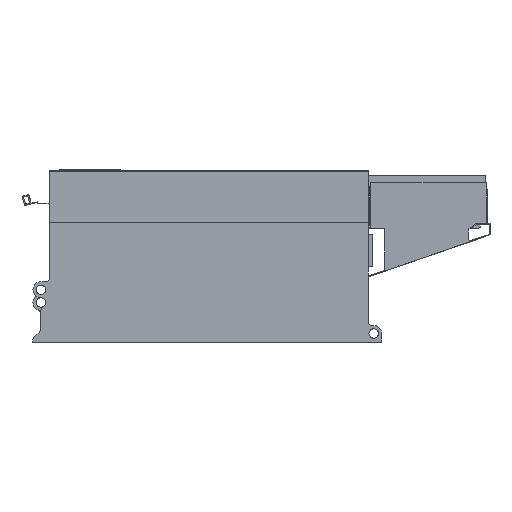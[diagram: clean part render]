
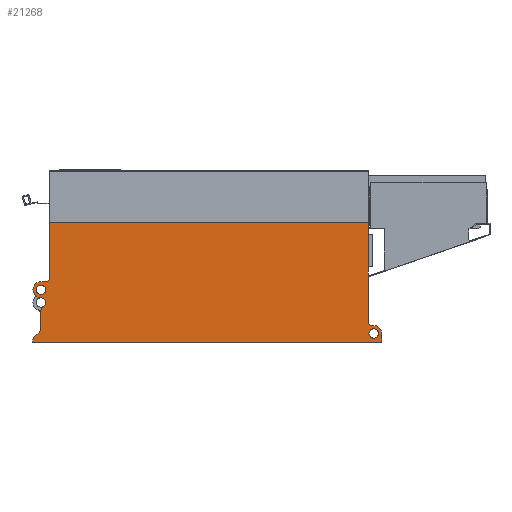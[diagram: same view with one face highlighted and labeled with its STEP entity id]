
A CAD part, left-side view. The second image highlights one B-rep face of the part: STEP entity #21268.
In plain terms, the highlighted planar face has unit normal (-1, 0, 0).
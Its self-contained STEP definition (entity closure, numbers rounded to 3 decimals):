
#1373=DIRECTION('',(0.,0.,1.));
#1374=VECTOR('',#1373,214.068);
#1375=CARTESIAN_POINT('',(-127.5,-714.5,40.732));
#1376=LINE('',#1375,#1374);
#2733=DIRECTION('',(0.,-1.,0.));
#2734=VECTOR('',#2733,743.);
#2735=CARTESIAN_POINT('',(-127.5,0.,0.));
#2736=LINE('',#2735,#2734);
#2801=DIRECTION('',(0.,0.,1.));
#2802=VECTOR('',#2801,19.);
#2803=CARTESIAN_POINT('',(-127.5,-743.,0.));
#2804=LINE('',#2803,#2802);
#2851=CARTESIAN_POINT('',(-127.5,-723.,46.));
#2852=DIRECTION('',(-1.,0.,0.));
#2853=DIRECTION('',(0.,0.85,-0.527));
#2854=AXIS2_PLACEMENT_3D('',#2851,#2852,#2853);
#2856=CARTESIAN_POINT('',(-127.5,-726.,19.));
#2857=DIRECTION('',(1.,0.,0.));
#2858=DIRECTION('',(0.,0.,1.));
#2859=AXIS2_PLACEMENT_3D('',#2856,#2857,#2858);
#2861=CARTESIAN_POINT('',(-127.5,-10.,5.487));
#2862=DIRECTION('',(1.,0.,0.));
#2863=DIRECTION('',(0.,1.,0.));
#2864=AXIS2_PLACEMENT_3D('',#2861,#2862,#2863);
#2866=DIRECTION('',(0.,-0.75,0.662));
#2867=VECTOR('',#2866,13.646);
#2868=CARTESIAN_POINT('',(-127.5,-3.384,12.986));
#2869=LINE('',#2868,#2867);
#2870=CARTESIAN_POINT('',(-127.5,-7.,29.513));
#2871=DIRECTION('',(-1.,0.,0.));
#2872=DIRECTION('',(0.,-0.662,-0.75));
#2873=AXIS2_PLACEMENT_3D('',#2870,#2871,#2872);
#2875=CARTESIAN_POINT('',(-127.5,-27.,67.679));
#2876=DIRECTION('',(1.,0.,0.));
#2877=DIRECTION('',(0.,1.,0.));
#2878=AXIS2_PLACEMENT_3D('',#2875,#2876,#2877);
#2880=CARTESIAN_POINT('',(-127.5,-17.,85.));
#2881=DIRECTION('',(-1.,0.,0.));
#2882=DIRECTION('',(0.,-0.5,-0.866));
#2883=AXIS2_PLACEMENT_3D('',#2880,#2881,#2882);
#2885=CARTESIAN_POINT('',(-127.5,-17.,112.));
#2886=DIRECTION('',(1.,0.,0.));
#2887=DIRECTION('',(0.,0.,-1.));
#2888=AXIS2_PLACEMENT_3D('',#2885,#2886,#2887);
#2890=CARTESIAN_POINT('',(-127.5,-26.5,139.));
#2891=DIRECTION('',(-1.,0.,0.));
#2892=DIRECTION('',(0.,0.,-1.));
#2893=AXIS2_PLACEMENT_3D('',#2890,#2891,#2892);
#2895=DIRECTION('',(0.,0.,1.));
#2896=VECTOR('',#2895,121.8);
#2897=CARTESIAN_POINT('',(-127.5,-34.5,133.));
#2898=LINE('',#2897,#2896);
#2899=DIRECTION('',(0.,-1.,0.));
#2900=VECTOR('',#2899,680.);
#2901=CARTESIAN_POINT('',(-127.5,-34.5,254.8));
#2902=LINE('',#2901,#2900);
#2903=CARTESIAN_POINT('',(-127.5,-17.,112.));
#2904=DIRECTION('',(-1.,0.,0.));
#2905=DIRECTION('',(0.,-1.,0.));
#2906=AXIS2_PLACEMENT_3D('',#2903,#2904,#2905);
#2908=CARTESIAN_POINT('',(-127.5,-17.,112.));
#2909=DIRECTION('',(-1.,0.,0.));
#2910=DIRECTION('',(0.,0.,1.));
#2911=AXIS2_PLACEMENT_3D('',#2908,#2909,#2910);
#2913=CARTESIAN_POINT('',(-127.5,-17.,112.));
#2914=DIRECTION('',(-1.,0.,0.));
#2915=DIRECTION('',(0.,1.,0.));
#2916=AXIS2_PLACEMENT_3D('',#2913,#2914,#2915);
#2918=CARTESIAN_POINT('',(-127.5,-17.,112.));
#2919=DIRECTION('',(-1.,0.,0.));
#2920=DIRECTION('',(0.,0.,-1.));
#2921=AXIS2_PLACEMENT_3D('',#2918,#2919,#2920);
#2923=CARTESIAN_POINT('',(-127.5,-726.,19.));
#2924=DIRECTION('',(-1.,0.,0.));
#2925=DIRECTION('',(0.,1.,0.));
#2926=AXIS2_PLACEMENT_3D('',#2923,#2924,#2925);
#2928=CARTESIAN_POINT('',(-127.5,-726.,19.));
#2929=DIRECTION('',(-1.,0.,0.));
#2930=DIRECTION('',(0.,0.,-1.));
#2931=AXIS2_PLACEMENT_3D('',#2928,#2929,#2930);
#2933=CARTESIAN_POINT('',(-127.5,-726.,19.));
#2934=DIRECTION('',(-1.,0.,0.));
#2935=DIRECTION('',(0.,-1.,0.));
#2936=AXIS2_PLACEMENT_3D('',#2933,#2934,#2935);
#2938=CARTESIAN_POINT('',(-127.5,-726.,19.));
#2939=DIRECTION('',(-1.,0.,0.));
#2940=DIRECTION('',(0.,0.,1.));
#2941=AXIS2_PLACEMENT_3D('',#2938,#2939,#2940);
#2951=DIRECTION('',(0.,1.,0.));
#2952=VECTOR('',#2951,3.);
#2953=CARTESIAN_POINT('',(-127.5,-726.,36.));
#2954=LINE('',#2953,#2952);
#2963=DIRECTION('',(0.,0.,-1.));
#2964=VECTOR('',#2963,5.487);
#2965=CARTESIAN_POINT('',(-127.5,0.,5.487));
#2966=LINE('',#2965,#2964);
#4461=DIRECTION('',(0.,1.,0.));
#4462=VECTOR('',#4461,9.5);
#4463=CARTESIAN_POINT('',(-127.5,-26.5,129.));
#4464=LINE('',#4463,#4462);
#4481=DIRECTION('',(0.,0.,-1.));
#4482=VECTOR('',#4481,38.167);
#4483=CARTESIAN_POINT('',(-127.5,-17.,67.679));
#4484=LINE('',#4483,#4482);
#16026=CARTESIAN_POINT('',(-127.5,-714.5,40.732));
#16027=VERTEX_POINT('',#16026);
#16028=CARTESIAN_POINT('',(-127.5,-714.5,254.8));
#16029=VERTEX_POINT('',#16028);
#16619=CARTESIAN_POINT('',(-127.5,-743.,0.));
#16621=VERTEX_POINT('',#16619);
#16648=CARTESIAN_POINT('',(-127.5,0.,0.));
#16649=VERTEX_POINT('',#16648);
#16684=CARTESIAN_POINT('',(-127.5,-743.,19.));
#16685=VERTEX_POINT('',#16684);
#16698=CARTESIAN_POINT('',(-127.5,-726.,36.));
#16699=VERTEX_POINT('',#16698);
#16700=CARTESIAN_POINT('',(-127.5,-723.,36.));
#16701=VERTEX_POINT('',#16700);
#16702=CARTESIAN_POINT('',(-127.5,0.,5.487));
#16703=VERTEX_POINT('',#16702);
#16704=CARTESIAN_POINT('',(-127.5,-3.384,12.986));
#16705=VERTEX_POINT('',#16704);
#16706=CARTESIAN_POINT('',(-127.5,-13.616,22.014));
#16707=VERTEX_POINT('',#16706);
#16708=CARTESIAN_POINT('',(-127.5,-17.,29.513));
#16709=VERTEX_POINT('',#16708);
#16710=CARTESIAN_POINT('',(-127.5,-17.,67.679));
#16711=VERTEX_POINT('',#16710);
#16712=CARTESIAN_POINT('',(-127.5,-22.,76.34));
#16713=VERTEX_POINT('',#16712);
#16714=CARTESIAN_POINT('',(-127.5,-17.,95.));
#16715=VERTEX_POINT('',#16714);
#16716=CARTESIAN_POINT('',(-127.5,-17.,129.));
#16717=VERTEX_POINT('',#16716);
#16718=CARTESIAN_POINT('',(-127.5,-26.5,129.));
#16719=VERTEX_POINT('',#16718);
#16720=CARTESIAN_POINT('',(-127.5,-34.5,133.));
#16721=VERTEX_POINT('',#16720);
#16722=CARTESIAN_POINT('',(-127.5,-34.5,254.8));
#16723=VERTEX_POINT('',#16722);
#16724=CARTESIAN_POINT('',(-127.5,-27.,112.));
#16725=CARTESIAN_POINT('',(-127.5,-17.,122.));
#16726=VERTEX_POINT('',#16724);
#16727=VERTEX_POINT('',#16725);
#16728=CARTESIAN_POINT('',(-127.5,-7.,112.));
#16729=VERTEX_POINT('',#16728);
#16730=CARTESIAN_POINT('',(-127.5,-17.,102.));
#16731=VERTEX_POINT('',#16730);
#16732=CARTESIAN_POINT('',(-127.5,-716.,19.));
#16733=CARTESIAN_POINT('',(-127.5,-726.,9.));
#16734=VERTEX_POINT('',#16732);
#16735=VERTEX_POINT('',#16733);
#16736=CARTESIAN_POINT('',(-127.5,-736.,19.));
#16737=VERTEX_POINT('',#16736);
#16738=CARTESIAN_POINT('',(-127.5,-726.,29.));
#16739=VERTEX_POINT('',#16738);
#21209=CARTESIAN_POINT('',(-127.5,-34.5,0.));
#21210=DIRECTION('',(-1.,0.,0.));
#21211=DIRECTION('',(0.,0.,1.));
#21212=AXIS2_PLACEMENT_3D('',#21209,#21210,#21211);
#21213=PLANE('',#21212);
#21214=ORIENTED_EDGE('',*,*,#20340,.F.);
#21216=ORIENTED_EDGE('',*,*,#21215,.T.);
#21218=ORIENTED_EDGE('',*,*,#21217,.F.);
#21219=ORIENTED_EDGE('',*,*,#21193,.T.);
#21220=ORIENTED_EDGE('',*,*,#21140,.F.);
#21221=ORIENTED_EDGE('',*,*,#21081,.F.);
#21223=ORIENTED_EDGE('',*,*,#21222,.F.);
#21225=ORIENTED_EDGE('',*,*,#21224,.T.);
#21227=ORIENTED_EDGE('',*,*,#21226,.T.);
#21229=ORIENTED_EDGE('',*,*,#21228,.T.);
#21231=ORIENTED_EDGE('',*,*,#21230,.F.);
#21233=ORIENTED_EDGE('',*,*,#21232,.T.);
#21235=ORIENTED_EDGE('',*,*,#21234,.T.);
#21237=ORIENTED_EDGE('',*,*,#21236,.T.);
#21239=ORIENTED_EDGE('',*,*,#21238,.F.);
#21241=ORIENTED_EDGE('',*,*,#21240,.T.);
#21243=ORIENTED_EDGE('',*,*,#21242,.T.);
#21245=ORIENTED_EDGE('',*,*,#21244,.T.);
#21246=EDGE_LOOP('',(#21214,#21216,#21218,#21219,#21220,#21221,#21223,#21225,
#21227,#21229,#21231,#21233,#21235,#21237,#21239,#21241,#21243,#21245));
#21247=FACE_OUTER_BOUND('',#21246,.F.);
#21249=ORIENTED_EDGE('',*,*,#21248,.T.);
#21251=ORIENTED_EDGE('',*,*,#21250,.T.);
#21253=ORIENTED_EDGE('',*,*,#21252,.T.);
#21255=ORIENTED_EDGE('',*,*,#21254,.T.);
#21256=EDGE_LOOP('',(#21249,#21251,#21253,#21255));
#21257=FACE_BOUND('',#21256,.F.);
#21259=ORIENTED_EDGE('',*,*,#21258,.T.);
#21261=ORIENTED_EDGE('',*,*,#21260,.T.);
#21263=ORIENTED_EDGE('',*,*,#21262,.T.);
#21265=ORIENTED_EDGE('',*,*,#21264,.T.);
#21266=EDGE_LOOP('',(#21259,#21261,#21263,#21265));
#21267=FACE_BOUND('',#21266,.F.);
#21268=ADVANCED_FACE('',(#21247,#21257,#21267),#21213,.T.);
#2855=CIRCLE('',#2854,10.);
#2860=CIRCLE('',#2859,17.);
#2865=CIRCLE('',#2864,10.);
#2874=CIRCLE('',#2873,10.);
#2879=CIRCLE('',#2878,10.);
#2884=CIRCLE('',#2883,10.);
#2889=CIRCLE('',#2888,17.);
#2894=CIRCLE('',#2893,10.);
#2907=CIRCLE('',#2906,10.);
#2912=CIRCLE('',#2911,10.);
#2917=CIRCLE('',#2916,10.);
#2922=CIRCLE('',#2921,10.);
#2927=CIRCLE('',#2926,10.);
#2932=CIRCLE('',#2931,10.);
#2937=CIRCLE('',#2936,10.);
#2942=CIRCLE('',#2941,10.);
#20340=EDGE_CURVE('',#16027,#16029,#1376,.T.);
#21081=EDGE_CURVE('',#16649,#16621,#2736,.T.);
#21140=EDGE_CURVE('',#16621,#16685,#2804,.T.);
#21193=EDGE_CURVE('',#16699,#16685,#2860,.T.);
#21215=EDGE_CURVE('',#16027,#16701,#2855,.T.);
#21217=EDGE_CURVE('',#16699,#16701,#2954,.T.);
#21222=EDGE_CURVE('',#16703,#16649,#2966,.T.);
#21224=EDGE_CURVE('',#16703,#16705,#2865,.T.);
#21226=EDGE_CURVE('',#16705,#16707,#2869,.T.);
#21228=EDGE_CURVE('',#16707,#16709,#2874,.T.);
#21230=EDGE_CURVE('',#16711,#16709,#4484,.T.);
#21232=EDGE_CURVE('',#16711,#16713,#2879,.T.);
#21234=EDGE_CURVE('',#16713,#16715,#2884,.T.);
#21236=EDGE_CURVE('',#16715,#16717,#2889,.T.);
#21238=EDGE_CURVE('',#16719,#16717,#4464,.T.);
#21240=EDGE_CURVE('',#16719,#16721,#2894,.T.);
#21242=EDGE_CURVE('',#16721,#16723,#2898,.T.);
#21244=EDGE_CURVE('',#16723,#16029,#2902,.T.);
#21248=EDGE_CURVE('',#16726,#16727,#2907,.T.);
#21250=EDGE_CURVE('',#16727,#16729,#2912,.T.);
#21252=EDGE_CURVE('',#16729,#16731,#2917,.T.);
#21254=EDGE_CURVE('',#16731,#16726,#2922,.T.);
#21258=EDGE_CURVE('',#16734,#16735,#2927,.T.);
#21260=EDGE_CURVE('',#16735,#16737,#2932,.T.);
#21262=EDGE_CURVE('',#16737,#16739,#2937,.T.);
#21264=EDGE_CURVE('',#16739,#16734,#2942,.T.);
